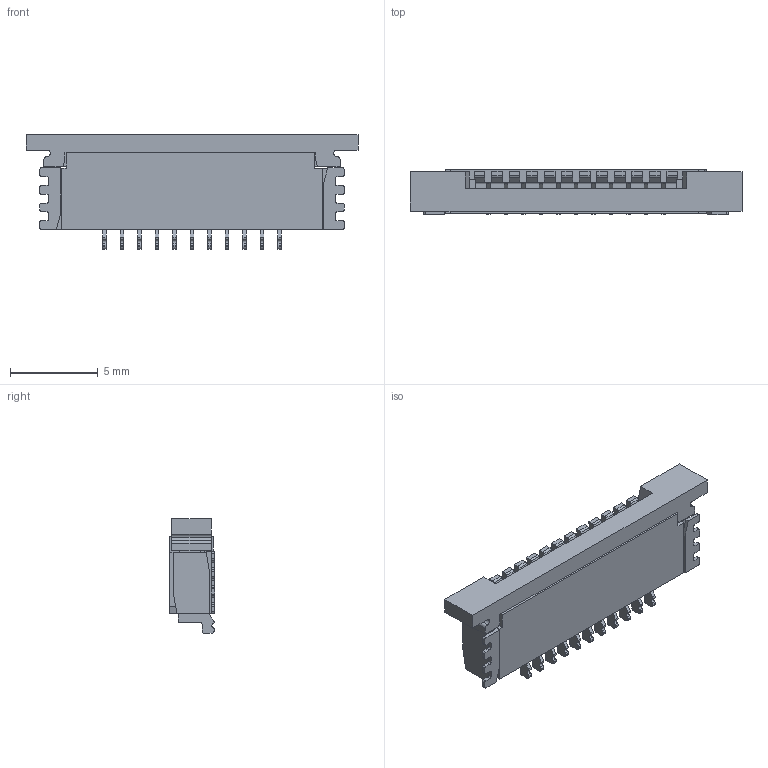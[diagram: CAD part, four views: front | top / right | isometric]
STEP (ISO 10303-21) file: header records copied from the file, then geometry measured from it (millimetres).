
FILE_DESCRIPTION(('STEP AP242'),'1');
FILE_NAME('1-84953-1.stp','2022-09-07T19:31:48',('TraceParts'),('TraceParts S.A.'),'Spatial InterOp 3D',' ',' ');
FILE_SCHEMA(('AP242_MANAGED_MODEL_BASED_3D_ENGINEERING_MIM_LF {1 0 10303 442 1 1 4}'));
Length unit declared in the file: millimetre
Products named in the file (1): 1-84953-1
Bounding box: 18.93 x 2.58 x 6.55 mm (x, y, z)
Volume: 183.4 mm3; surface area: 598.1 mm2
Topology: 1 solids, 1 shells, 534 faces, 1536 edges, 1009 vertices
Faces by surface type: plane 378, cylinder 156
Entity records: 17411 total; most frequent: CARTESIAN_POINT 3080, ORIENTED_EDGE 3072, DIRECTION 2918, EDGE_CURVE 1536, LINE 1224, VECTOR 1224, VERTEX_POINT 1009, AXIS2_PLACEMENT_3D 847
